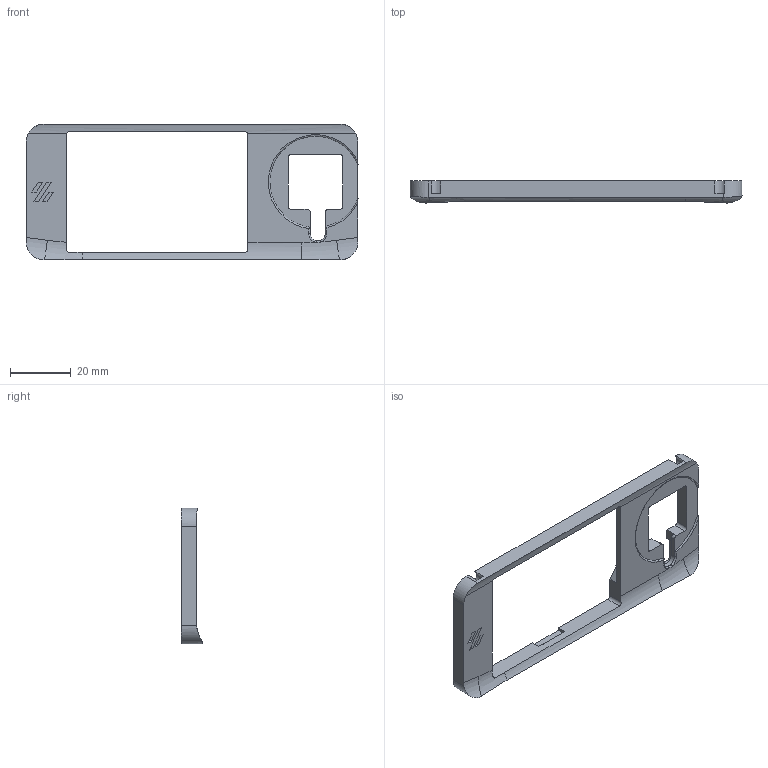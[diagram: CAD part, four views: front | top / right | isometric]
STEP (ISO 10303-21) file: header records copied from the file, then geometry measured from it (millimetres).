
FILE_DESCRIPTION (( 'STEP AP214' ), '1' );
FILE_NAME ('front_insert.STEP', '2024-10-27T04:15:47', ( 'WYBOT' ), ( '' ), 'SwSTEP 2.0', 'SolidWorks 2018', '' );
FILE_SCHEMA (( 'AUTOMOTIVE_DESIGN' ));
Length unit declared in the file: millimetre
Products named in the file (1): front_insert
Bounding box: 109 x 7.18 x 44.6 mm (x, y, z)
Volume: 9427.8 mm3; surface area: 7527.2 mm2
Topology: 1 solids, 1 shells, 92 faces, 259 edges, 169 vertices
Faces by surface type: plane 54, cylinder 29, torus 8, bspline 1
Entity records: 3155 total; most frequent: CARTESIAN_POINT 718, ORIENTED_EDGE 518, DIRECTION 490, EDGE_CURVE 259, VERTEX_POINT 169, VECTOR 168, LINE 168, AXIS2_PLACEMENT_3D 161
